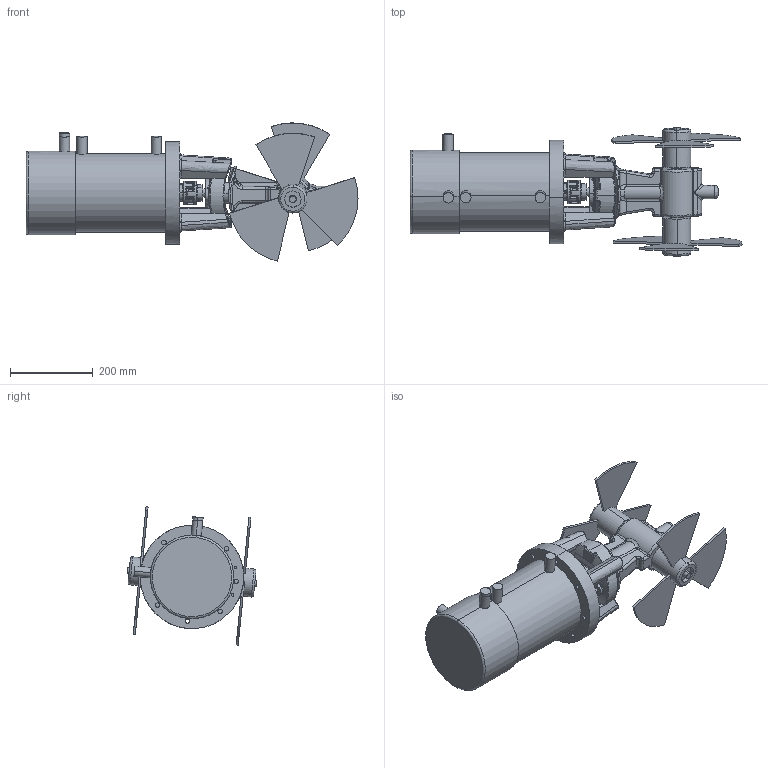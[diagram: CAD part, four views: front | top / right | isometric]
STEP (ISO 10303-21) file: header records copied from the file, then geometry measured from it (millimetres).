
FILE_DESCRIPTION(('CATIA V5 STEP Exchange'),'2;1');
FILE_NAME('CT325.stp','2014-11-20T10:11:54+00:00',('none'),('none'),'CATIA Version 5 Release 21 GA (IN-10)','CATIA V5 STEP AP203','none');
FILE_SCHEMA(('CONFIG_CONTROL_DESIGN'));
Products named in the file (1): CT325
Bounding box: 802.5 x 314.03 x 334.24 mm (x, y, z)
Volume: 15172556.4 mm3; surface area: 887815.3 mm2
Topology: 3 solids, 5 shells, 729 faces, 3797 edges, 3100 vertices
Faces by surface type: cylinder 265, plane 165, bspline 153, torus 78, extrusion 34, revolution 26, sphere 4, cone 4
Entity records: 49077 total; most frequent: CARTESIAN_POINT 23914, ORIENTED_EDGE 7562, EDGE_CURVE 3781, VERTEX_POINT 3100, B_SPLINE_CURVE_WITH_KNOTS 2408, DIRECTION 2216, AXIS2_PLACEMENT_3D 1211, EDGE_LOOP 811
